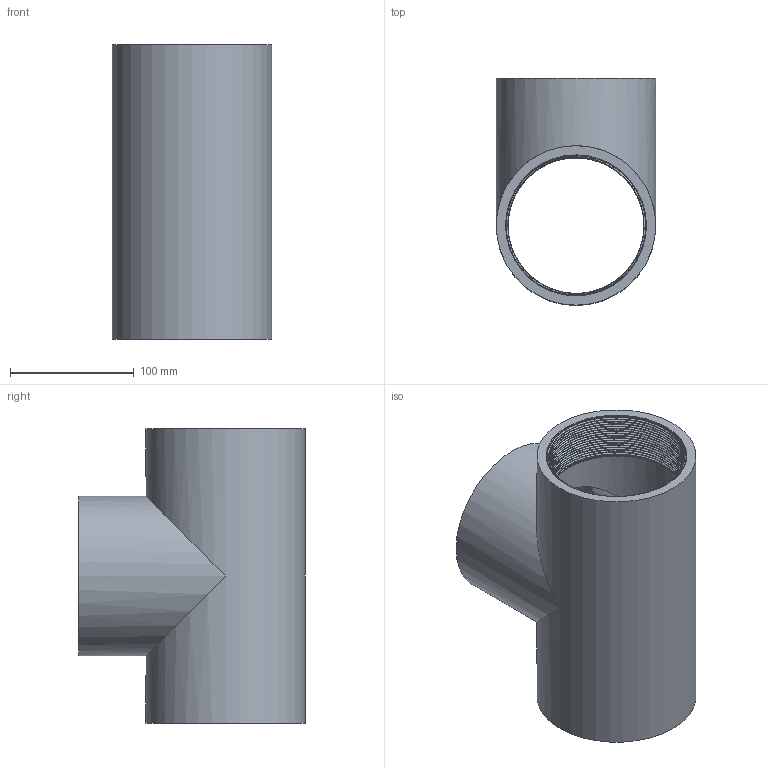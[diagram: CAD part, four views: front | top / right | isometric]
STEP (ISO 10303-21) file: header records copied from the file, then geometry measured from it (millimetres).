
FILE_DESCRIPTION(/* description */ (''),/* implementation_level */ '2;1');
FILE_NAME(/* name */ 'TE411100.ipt.stp',/* time_stamp */ '2017-01-24T18:21:55+01:00',/* author */ ('Gabriele'),/* organization */ (''),/* preprocessor_version */ 'ST-DEVELOPER v16.5',/* originating_system */ 'Autodesk Inventor 2017',/* authorisation */ '');
FILE_SCHEMA (('AUTOMOTIVE_DESIGN { 1 0 10303 214 3 1 1 }'));
Length unit declared in the file: millimetre
Products named in the file (1): TE411100
Bounding box: 129 x 183.5 x 238 mm (x, y, z)
Volume: 910702.7 mm3; surface area: 334226.2 mm2
Topology: 4 solids, 4 shells, 46 faces, 103 edges, 67 vertices
Faces by surface type: bspline 18, cylinder 13, plane 12, torus 3
Full cylindrical faces by diameter (mm): 112.02 x2, 113.03 x6, 129 x2
Entity records: 24191 total; most frequent: CARTESIAN_POINT 23317, ORIENTED_EDGE 176, DIRECTION 120, EDGE_CURVE 88, EDGE_LOOP 73, VERTEX_POINT 67, AXIS2_PLACEMENT_3D 60, B_SPLINE_CURVE_WITH_KNOTS 57
